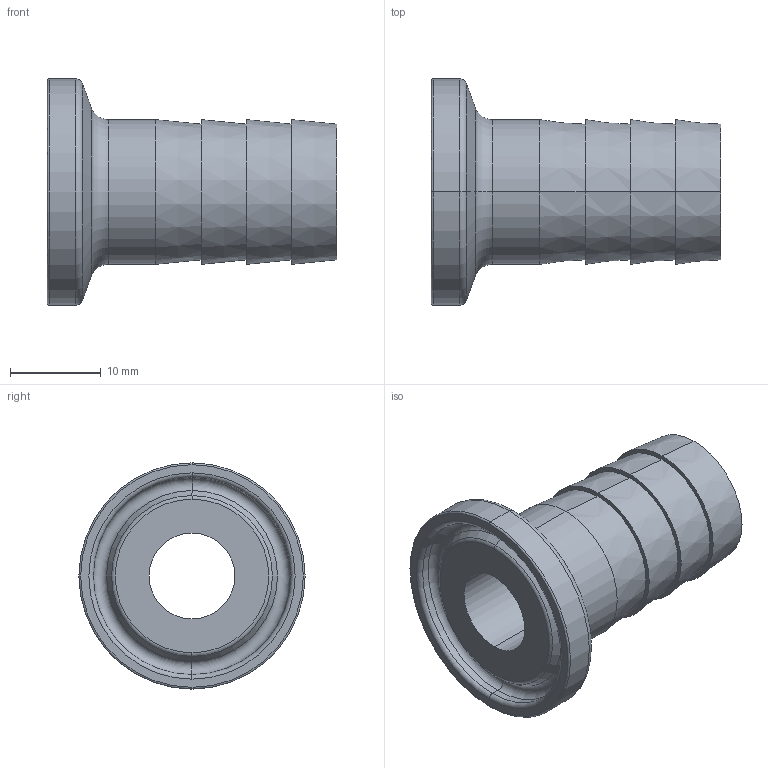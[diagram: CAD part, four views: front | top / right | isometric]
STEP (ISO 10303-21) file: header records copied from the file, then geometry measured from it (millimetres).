
FILE_DESCRIPTION (( 'STEP AP214' ), '1' );
FILE_NAME ('HT.050.016.STEP', '2020-03-27T11:41:14', ( '' ), ( '' ), 'SwSTEP 2.0', 'SolidWorks 2019', '' );
FILE_SCHEMA (( 'AUTOMOTIVE_DESIGN' ));
Length unit declared in the file: millimetre
Products named in the file (1): HT.050.016
Bounding box: 32 x 25 x 25 mm (x, y, z)
Volume: 4699.7 mm3; surface area: 3527.3 mm2
Topology: 1 solids, 1 shells, 40 faces, 80 edges, 46 vertices
Faces by surface type: cone 14, torus 12, cylinder 8, plane 6
Entity records: 1084 total; most frequent: DIRECTION 220, CARTESIAN_POINT 167, ORIENTED_EDGE 160, AXIS2_PLACEMENT_3D 99, EDGE_CURVE 80, CIRCLE 58, EDGE_LOOP 46, VERTEX_POINT 46
